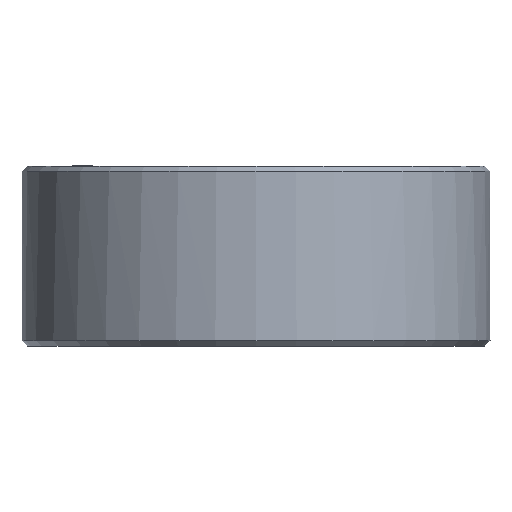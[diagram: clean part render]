
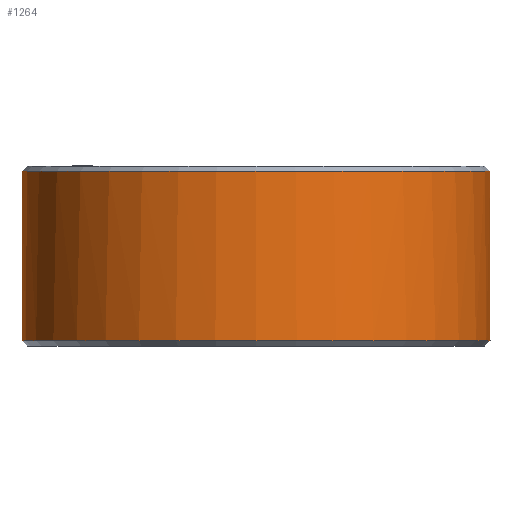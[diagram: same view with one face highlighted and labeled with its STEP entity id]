
A CAD part, front view. The second image highlights one B-rep face of the part: STEP entity #1264.
In plain terms, the highlighted cylindrical face has radius 13 mm (diameter 26 mm), a full revolution.
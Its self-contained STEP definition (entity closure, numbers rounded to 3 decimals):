
#47 = EDGE_CURVE ( 'NONE', #1429, #1429, #965, .T. ) ;
#60 = VERTEX_POINT ( 'NONE', #861 ) ;
#65 = AXIS2_PLACEMENT_3D ( 'NONE', #281, #1530, #1143 ) ;
#82 = VERTEX_POINT ( 'NONE', #359 ) ;
#162 = VERTEX_POINT ( 'NONE', #1006 ) ;
#169 = CARTESIAN_POINT ( 'NONE',  ( 12.988, 0.55, 4. ) ) ;
#180 = VERTEX_POINT ( 'NONE', #169 ) ;
#231 = DIRECTION ( 'NONE',  ( 0., 0., 1. ) ) ;
#270 = VECTOR ( 'NONE', #1326, 1000. ) ;
#275 = ORIENTED_EDGE ( 'NONE', *, *, #1002, .T. ) ;
#281 = CARTESIAN_POINT ( 'NONE',  ( 0., 0., 4.7 ) ) ;
#320 = CARTESIAN_POINT ( 'NONE',  ( -12.988, 0.55, 4. ) ) ;
#346 = LINE ( 'NONE', #320, #1147 ) ;
#359 = CARTESIAN_POINT ( 'NONE',  ( -12.988, 0.55, 4.7 ) ) ;
#369 = CARTESIAN_POINT ( 'NONE',  ( 12.988, -0.55, 4. ) ) ;
#404 = AXIS2_PLACEMENT_3D ( 'NONE', #1527, #657, #411 ) ;
#411 = DIRECTION ( 'NONE',  ( -1., 0., 0. ) ) ;
#447 = EDGE_CURVE ( 'NONE', #60, #162, #528, .T. ) ;
#459 = VECTOR ( 'NONE', #1548, 1000. ) ;
#466 = VERTEX_POINT ( 'NONE', #600 ) ;
#477 = AXIS2_PLACEMENT_3D ( 'NONE', #497, #231, #827 ) ;
#497 = CARTESIAN_POINT ( 'NONE',  ( 0., 0., -4.7 ) ) ;
#528 = CIRCLE ( 'NONE', #1144, 13. ) ;
#535 = VECTOR ( 'NONE', #1298, 1000. ) ;
#549 = CARTESIAN_POINT ( 'NONE',  ( 0., 0., 4. ) ) ;
#552 = ORIENTED_EDGE ( 'NONE', *, *, #1294, .T. ) ;
#583 = LINE ( 'NONE', #1071, #270 ) ;
#600 = CARTESIAN_POINT ( 'NONE',  ( -12.988, -0.55, 4.7 ) ) ;
#609 = CIRCLE ( 'NONE', #404, 13. ) ;
#623 = ORIENTED_EDGE ( 'NONE', *, *, #1252, .F. ) ;
#657 = DIRECTION ( 'NONE',  ( 0., 0., -1. ) ) ;
#687 = VERTEX_POINT ( 'NONE', #1083 ) ;
#719 = ORIENTED_EDGE ( 'NONE', *, *, #1202, .T. ) ;
#739 = EDGE_LOOP ( 'NONE', ( #1611 ) ) ;
#786 = CIRCLE ( 'NONE', #1201, 13. ) ;
#826 = CARTESIAN_POINT ( 'NONE',  ( 0., 0., 4. ) ) ;
#827 = DIRECTION ( 'NONE',  ( -1., 0., 0. ) ) ;
#847 = VERTEX_POINT ( 'NONE', #369 ) ;
#861 = CARTESIAN_POINT ( 'NONE',  ( -12.988, 0.55, 4. ) ) ;
#926 = DIRECTION ( 'NONE',  ( 0., 0., -1. ) ) ;
#930 = CARTESIAN_POINT ( 'NONE',  ( 12.988, 0.55, 4. ) ) ;
#933 = FACE_OUTER_BOUND ( 'NONE', #1368, .T. ) ;
#941 = CIRCLE ( 'NONE', #65, 13. ) ;
#959 = DIRECTION ( 'NONE',  ( -1., 0., 0. ) ) ;
#965 = CIRCLE ( 'NONE', #477, 13. ) ;
#1002 = EDGE_CURVE ( 'NONE', #82, #1195, #609, .T. ) ;
#1006 = CARTESIAN_POINT ( 'NONE',  ( -12.988, -0.55, 4. ) ) ;
#1035 = CARTESIAN_POINT ( 'NONE',  ( 12.988, 0.55, 4.7 ) ) ;
#1050 = LINE ( 'NONE', #1551, #459 ) ;
#1065 = CARTESIAN_POINT ( 'NONE',  ( -13., 0., -4.7 ) ) ;
#1071 = CARTESIAN_POINT ( 'NONE',  ( -12.988, -0.55, 4. ) ) ;
#1083 = CARTESIAN_POINT ( 'NONE',  ( 12.988, -0.55, 4.7 ) ) ;
#1136 = EDGE_CURVE ( 'NONE', #847, #687, #1050, .T. ) ;
#1143 = DIRECTION ( 'NONE',  ( -1., 0., 0. ) ) ;
#1144 = AXIS2_PLACEMENT_3D ( 'NONE', #826, #1358, #1349 ) ;
#1147 = VECTOR ( 'NONE', #1442, 1000. ) ;
#1176 = DIRECTION ( 'NONE',  ( 0., 0., 1. ) ) ;
#1188 = LINE ( 'NONE', #930, #535 ) ;
#1195 = VERTEX_POINT ( 'NONE', #1035 ) ;
#1201 = AXIS2_PLACEMENT_3D ( 'NONE', #549, #1176, #1336 ) ;
#1202 = EDGE_CURVE ( 'NONE', #687, #466, #941, .T. ) ;
#1204 = FACE_OUTER_BOUND ( 'NONE', #739, .T. ) ;
#1252 = EDGE_CURVE ( 'NONE', #847, #180, #786, .T. ) ;
#1264 = ADVANCED_FACE ( 'NONE', ( #1204, #933 ), #1564, .T. ) ;
#1294 = EDGE_CURVE ( 'NONE', #60, #82, #346, .T. ) ;
#1298 = DIRECTION ( 'NONE',  ( 0., 0., -1. ) ) ;
#1326 = DIRECTION ( 'NONE',  ( 0., 0., -1. ) ) ;
#1336 = DIRECTION ( 'NONE',  ( -1., 0., 0. ) ) ;
#1349 = DIRECTION ( 'NONE',  ( -1., 0., 0. ) ) ;
#1350 = EDGE_CURVE ( 'NONE', #466, #162, #583, .T. ) ;
#1358 = DIRECTION ( 'NONE',  ( 0., 0., 1. ) ) ;
#1368 = EDGE_LOOP ( 'NONE', ( #275, #1409, #623, #1462, #719, #1424, #1541, #552 ) ) ;
#1409 = ORIENTED_EDGE ( 'NONE', *, *, #1553, .T. ) ;
#1424 = ORIENTED_EDGE ( 'NONE', *, *, #1350, .T. ) ;
#1429 = VERTEX_POINT ( 'NONE', #1065 ) ;
#1442 = DIRECTION ( 'NONE',  ( 0., 0., 1. ) ) ;
#1462 = ORIENTED_EDGE ( 'NONE', *, *, #1136, .T. ) ;
#1468 = AXIS2_PLACEMENT_3D ( 'NONE', #1589, #926, #959 ) ;
#1527 = CARTESIAN_POINT ( 'NONE',  ( 0., 0., 4.7 ) ) ;
#1530 = DIRECTION ( 'NONE',  ( 0., 0., -1. ) ) ;
#1541 = ORIENTED_EDGE ( 'NONE', *, *, #447, .F. ) ;
#1548 = DIRECTION ( 'NONE',  ( 0., 0., 1. ) ) ;
#1551 = CARTESIAN_POINT ( 'NONE',  ( 12.988, -0.55, 4. ) ) ;
#1553 = EDGE_CURVE ( 'NONE', #1195, #180, #1188, .T. ) ;
#1564 = CYLINDRICAL_SURFACE ( 'NONE', #1468, 13. ) ;
#1589 = CARTESIAN_POINT ( 'NONE',  ( 0., 0., 5. ) ) ;
#1611 = ORIENTED_EDGE ( 'NONE', *, *, #47, .T. ) ;
